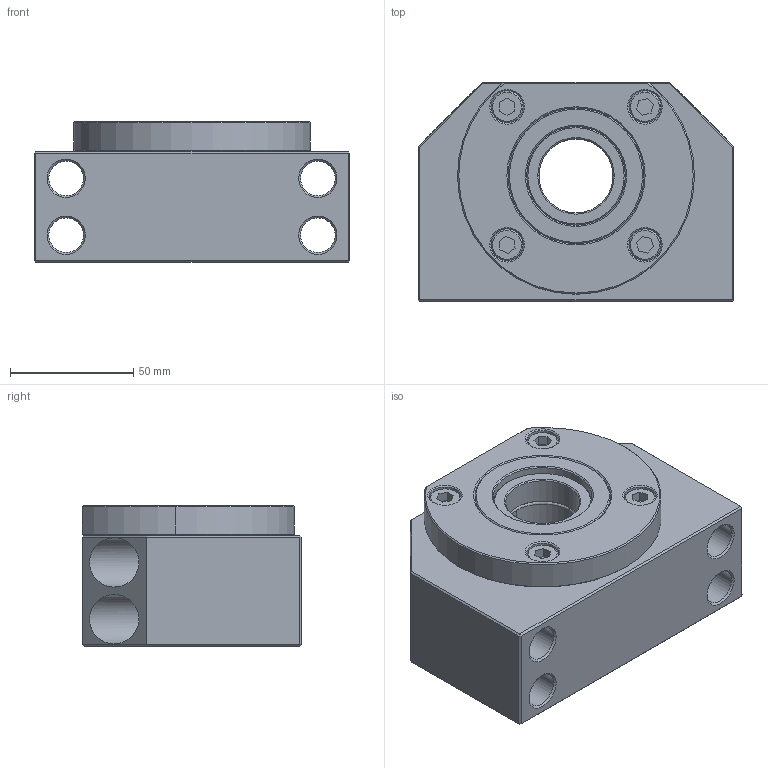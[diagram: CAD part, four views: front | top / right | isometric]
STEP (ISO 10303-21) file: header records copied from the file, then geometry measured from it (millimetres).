
FILE_DESCRIPTION (( 'STEP AP203' ), '1' );
FILE_NAME ('BK 30.STEP', '2014-10-23T09:41:12', ( 'star' ), ( '' ), 'SwSTEP 2.0', 'SolidWorks 2013', '' );
FILE_SCHEMA (( 'CONFIG_CONTROL_DESIGN' ));
Length unit declared in the file: millimetre
Products named in the file (7): BK 30; BK 30 COLLAR; #7206B(30X62X16); BK 30 OILSEAL; BK 30 COVER; BK 30 BLOCK; M8X12
Assembly tree (12 placements, depth 2):
  BK 30
    BK 30 BLOCK
    BK 30 COLLAR  x2
    BK 30 OILSEAL  x2
    M8X12  x4
    #7206B(30X62X16)  x2
    BK 30 COVER
Bounding box: 128 x 89 x 57 mm (x, y, z)
Volume: 418936.5 mm3; surface area: 124330.6 mm2
Topology: 12 solids, 12 shells, 492 faces, 1478 edges, 928 vertices
Faces by surface type: plane 150, bspline 121, cylinder 107, cone 90, sphere 24
Entity records: 19629 total; most frequent: CARTESIAN_POINT 10242, ORIENTED_EDGE 1944, DIRECTION 1522, EDGE_CURVE 972, VERTEX_POINT 632, AXIS2_PLACEMENT_3D 564, EDGE_LOOP 414, LINE 394
